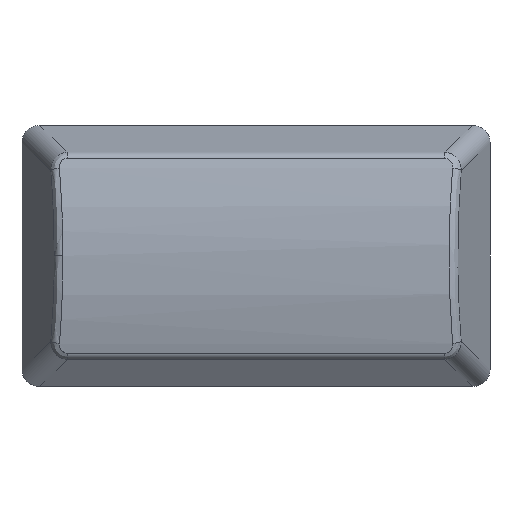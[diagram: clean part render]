
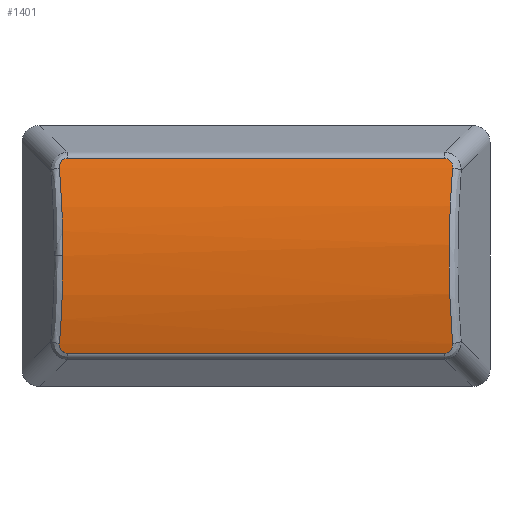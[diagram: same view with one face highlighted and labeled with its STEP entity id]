
A CAD part, top view. The second image highlights one B-rep face of the part: STEP entity #1401.
In plain terms, the highlighted cylindrical face has radius 25.296 mm (diameter 50.591 mm), a partial arc.
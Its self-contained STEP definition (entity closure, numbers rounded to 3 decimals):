
#1267=CARTESIAN_POINT('',(-749.764,124.3,-18.096));
#1268=DIRECTION('',(1.,0.,0.));
#1269=DIRECTION('',(0.,0.,-1.));
#1270=AXIS2_PLACEMENT_3D('',#1267,#1268,#1269);
#1271=CYLINDRICAL_SURFACE('',#1270,25.296);
#1272=CARTESIAN_POINT('',(36.988,117.586,6.293));
#1273=VERTEX_POINT('',#1272);
#1274=CARTESIAN_POINT('',(63.024,117.586,6.293));
#1275=VERTEX_POINT('',#1274);
#1276=CARTESIAN_POINT('',(36.988,117.586,6.293));
#1277=DIRECTION('',(1.,0.,0.));
#1278=VECTOR('',#1277,26.036);
#1279=LINE('',#1276,#1278);
#1280=EDGE_CURVE('',#1273,#1275,#1279,.T.);
#1281=ORIENTED_EDGE('',*,*,#1280,.T.);
#1282=CARTESIAN_POINT('',(63.565,118.25,6.466));
#1283=VERTEX_POINT('',#1282);
#1284=CARTESIAN_POINT('',(63.024,117.586,6.293));
#1285=CARTESIAN_POINT('',(63.065,117.586,6.293));
#1286=CARTESIAN_POINT('',(63.105,117.591,6.294));
#1287=CARTESIAN_POINT('',(63.145,117.599,6.296));
#1288=CARTESIAN_POINT('',(63.184,117.608,6.299));
#1289=CARTESIAN_POINT('',(63.223,117.622,6.303));
#1290=CARTESIAN_POINT('',(63.259,117.639,6.307));
#1291=CARTESIAN_POINT('',(63.331,117.675,6.317));
#1292=CARTESIAN_POINT('',(63.395,117.728,6.331));
#1293=CARTESIAN_POINT('',(63.444,117.792,6.349));
#1294=CARTESIAN_POINT('',(63.492,117.857,6.366));
#1295=CARTESIAN_POINT('',(63.526,117.931,6.385));
#1296=CARTESIAN_POINT('',(63.546,118.01,6.405));
#1297=CARTESIAN_POINT('',(63.566,118.088,6.426));
#1298=CARTESIAN_POINT('',(63.571,118.169,6.446));
#1299=CARTESIAN_POINT('',(63.565,118.25,6.466));
#1300=B_SPLINE_CURVE_WITH_KNOTS('',3,(#1284,#1285,#1286,#1287,#1288,#1289,#1290,#1291,#1292,#1293,#1294,#1295,#1296,#1297,#1298,#1299),.UNSPECIFIED.,.F.,.F.,(4,3,3,3,3,4),(0.,0.,0.,0.,0.001,0.001),.UNSPECIFIED.);
#1301=EDGE_CURVE('',#1275,#1283,#1300,.T.);
#1302=ORIENTED_EDGE('',*,*,#1301,.T.);
#1303=CARTESIAN_POINT('',(63.565,130.35,6.466));
#1304=VERTEX_POINT('',#1303);
#1305=CARTESIAN_POINT('',(71.445,124.3,-18.096));
#1306=DIRECTION('',(-0.952,-0.,-0.305));
#1307=DIRECTION('',(0.305,0.,-0.952));
#1308=AXIS2_PLACEMENT_3D('',#1305,#1306,#1307);
#1309=ELLIPSE('',#1308,26.566,25.296);
#1310=EDGE_CURVE('',#1283,#1304,#1309,.T.);
#1311=ORIENTED_EDGE('',*,*,#1310,.T.);
#1312=CARTESIAN_POINT('',(63.024,131.014,6.293));
#1313=VERTEX_POINT('',#1312);
#1314=CARTESIAN_POINT('',(63.565,130.35,6.466));
#1315=CARTESIAN_POINT('',(63.571,130.431,6.446));
#1316=CARTESIAN_POINT('',(63.566,130.512,6.426));
#1317=CARTESIAN_POINT('',(63.546,130.59,6.405));
#1318=CARTESIAN_POINT('',(63.526,130.669,6.385));
#1319=CARTESIAN_POINT('',(63.492,130.743,6.366));
#1320=CARTESIAN_POINT('',(63.444,130.808,6.349));
#1321=CARTESIAN_POINT('',(63.395,130.872,6.331));
#1322=CARTESIAN_POINT('',(63.331,130.925,6.317));
#1323=CARTESIAN_POINT('',(63.259,130.961,6.307));
#1324=CARTESIAN_POINT('',(63.223,130.978,6.303));
#1325=CARTESIAN_POINT('',(63.184,130.992,6.299));
#1326=CARTESIAN_POINT('',(63.145,131.001,6.296));
#1327=CARTESIAN_POINT('',(63.105,131.009,6.294));
#1328=CARTESIAN_POINT('',(63.065,131.014,6.293));
#1329=CARTESIAN_POINT('',(63.024,131.014,6.293));
#1330=B_SPLINE_CURVE_WITH_KNOTS('',3,(#1314,#1315,#1316,#1317,#1318,#1319,#1320,#1321,#1322,#1323,#1324,#1325,#1326,#1327,#1328,#1329),.UNSPECIFIED.,.F.,.F.,(4,3,3,3,3,4),(0.,0.,0.,0.001,0.001,0.001),.UNSPECIFIED.);
#1331=EDGE_CURVE('',#1304,#1313,#1330,.T.);
#1332=ORIENTED_EDGE('',*,*,#1331,.T.);
#1333=CARTESIAN_POINT('',(36.988,131.014,6.293));
#1334=VERTEX_POINT('',#1333);
#1335=CARTESIAN_POINT('',(63.024,131.014,6.293));
#1336=DIRECTION('',(-1.,-0.,-0.));
#1337=VECTOR('',#1336,26.036);
#1338=LINE('',#1335,#1337);
#1339=EDGE_CURVE('',#1313,#1334,#1338,.T.);
#1340=ORIENTED_EDGE('',*,*,#1339,.T.);
#1341=CARTESIAN_POINT('',(36.448,130.35,6.466));
#1342=VERTEX_POINT('',#1341);
#1343=CARTESIAN_POINT('',(36.988,131.014,6.293));
#1344=CARTESIAN_POINT('',(36.906,131.014,6.293));
#1345=CARTESIAN_POINT('',(36.825,130.996,6.298));
#1346=CARTESIAN_POINT('',(36.753,130.96,6.307));
#1347=CARTESIAN_POINT('',(36.716,130.942,6.312));
#1348=CARTESIAN_POINT('',(36.682,130.92,6.318));
#1349=CARTESIAN_POINT('',(36.651,130.894,6.325));
#1350=CARTESIAN_POINT('',(36.62,130.868,6.332));
#1351=CARTESIAN_POINT('',(36.593,130.839,6.34));
#1352=CARTESIAN_POINT('',(36.568,130.807,6.349));
#1353=CARTESIAN_POINT('',(36.52,130.743,6.366));
#1354=CARTESIAN_POINT('',(36.486,130.668,6.385));
#1355=CARTESIAN_POINT('',(36.466,130.59,6.406));
#1356=CARTESIAN_POINT('',(36.447,130.511,6.426));
#1357=CARTESIAN_POINT('',(36.441,130.431,6.446));
#1358=CARTESIAN_POINT('',(36.448,130.35,6.466));
#1359=B_SPLINE_CURVE_WITH_KNOTS('',3,(#1343,#1344,#1345,#1346,#1347,#1348,#1349,#1350,#1351,#1352,#1353,#1354,#1355,#1356,#1357,#1358),.UNSPECIFIED.,.F.,.F.,(4,3,3,3,3,4),(0.,0.,0.,0.,0.001,0.001),.UNSPECIFIED.);
#1360=EDGE_CURVE('',#1334,#1342,#1359,.T.);
#1361=ORIENTED_EDGE('',*,*,#1360,.T.);
#1362=CARTESIAN_POINT('',(36.683,124.3,7.2));
#1363=VERTEX_POINT('',#1362);
#1364=CARTESIAN_POINT('',(28.568,124.3,-18.096));
#1365=DIRECTION('',(0.952,-0.,-0.305));
#1366=DIRECTION('',(0.305,0.,0.952));
#1367=AXIS2_PLACEMENT_3D('',#1364,#1365,#1366);
#1368=ELLIPSE('',#1367,26.566,25.296);
#1369=EDGE_CURVE('',#1342,#1363,#1368,.T.);
#1370=ORIENTED_EDGE('',*,*,#1369,.T.);
#1371=CARTESIAN_POINT('',(36.448,118.25,6.466));
#1372=VERTEX_POINT('',#1371);
#1373=CARTESIAN_POINT('',(28.568,124.3,-18.096));
#1374=DIRECTION('',(0.952,-0.,-0.305));
#1375=DIRECTION('',(0.305,0.,0.952));
#1376=AXIS2_PLACEMENT_3D('',#1373,#1374,#1375);
#1377=ELLIPSE('',#1376,26.566,25.296);
#1378=EDGE_CURVE('',#1363,#1372,#1377,.T.);
#1379=ORIENTED_EDGE('',*,*,#1378,.T.);
#1380=CARTESIAN_POINT('',(36.448,118.25,6.466));
#1381=CARTESIAN_POINT('',(36.441,118.169,6.446));
#1382=CARTESIAN_POINT('',(36.447,118.089,6.426));
#1383=CARTESIAN_POINT('',(36.466,118.01,6.406));
#1384=CARTESIAN_POINT('',(36.486,117.932,6.385));
#1385=CARTESIAN_POINT('',(36.52,117.857,6.366));
#1386=CARTESIAN_POINT('',(36.568,117.793,6.349));
#1387=CARTESIAN_POINT('',(36.593,117.761,6.34));
#1388=CARTESIAN_POINT('',(36.62,117.732,6.332));
#1389=CARTESIAN_POINT('',(36.651,117.706,6.325));
#1390=CARTESIAN_POINT('',(36.682,117.68,6.318));
#1391=CARTESIAN_POINT('',(36.716,117.658,6.312));
#1392=CARTESIAN_POINT('',(36.753,117.64,6.307));
#1393=CARTESIAN_POINT('',(36.825,117.604,6.298));
#1394=CARTESIAN_POINT('',(36.906,117.586,6.293));
#1395=CARTESIAN_POINT('',(36.988,117.586,6.293));
#1396=B_SPLINE_CURVE_WITH_KNOTS('',3,(#1380,#1381,#1382,#1383,#1384,#1385,#1386,#1387,#1388,#1389,#1390,#1391,#1392,#1393,#1394,#1395),.UNSPECIFIED.,.F.,.F.,(4,3,3,3,3,4),(0.,0.,0.,0.001,0.001,0.001),.UNSPECIFIED.);
#1397=EDGE_CURVE('',#1372,#1273,#1396,.T.);
#1398=ORIENTED_EDGE('',*,*,#1397,.T.);
#1399=EDGE_LOOP('',(#1281,#1302,#1311,#1332,#1340,#1361,#1370,#1379,#1398));
#1400=FACE_BOUND('',#1399,.T.);
#1401=ADVANCED_FACE('',(#1400),#1271,.T.);
